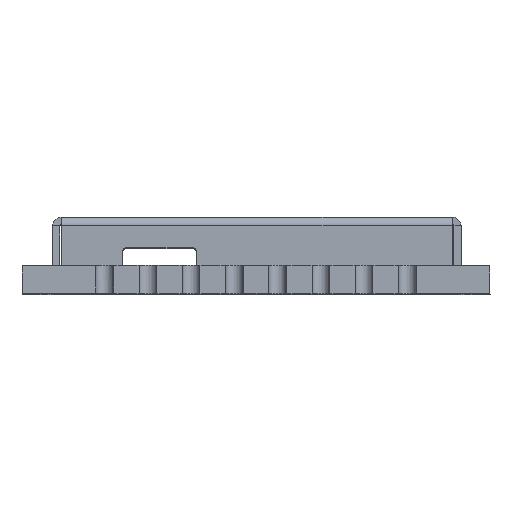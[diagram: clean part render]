
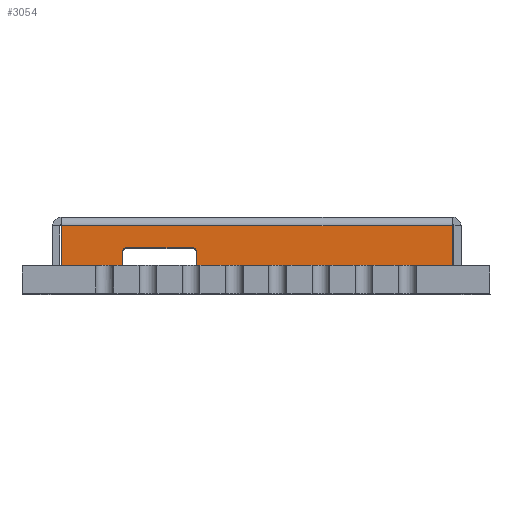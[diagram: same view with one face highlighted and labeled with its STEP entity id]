
A CAD part, top view. The second image highlights one B-rep face of the part: STEP entity #3054.
In plain terms, the highlighted planar face has unit normal (0, 0, 1).
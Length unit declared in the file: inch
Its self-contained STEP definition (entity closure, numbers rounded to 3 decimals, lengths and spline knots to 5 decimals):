
#58 = CIRCLE ( 'NONE', #12361, 0.005 ) ;
#292 = DIRECTION ( 'NONE',  ( -1., 0., 0. ) ) ;
#600 = DIRECTION ( 'NONE',  ( 1., 0., 0. ) ) ;
#1027 = CARTESIAN_POINT ( 'NONE',  ( 0.10646, 0.10219, 0.563 ) ) ;
#1196 = CARTESIAN_POINT ( 'NONE',  ( 0.26046, 0.11719, 0.563 ) ) ;
#1244 = LINE ( 'NONE', #10640, #13772 ) ;
#1638 = VERTEX_POINT ( 'NONE', #11532 ) ;
#1958 = CARTESIAN_POINT ( 'NONE',  ( 0.55146, 0.14719, 0.563 ) ) ;
#2325 = ORIENTED_EDGE ( 'NONE', *, *, #17049, .F. ) ;
#2833 = VERTEX_POINT ( 'NONE', #6480 ) ;
#3054 = ADVANCED_FACE ( 'NONE', ( #16574 ), #17780, .T. ) ;
#3151 = ORIENTED_EDGE ( 'NONE', *, *, #17818, .T. ) ;
#3197 = CARTESIAN_POINT ( 'NONE',  ( 0.17546, 0.10219, 0.563 ) ) ;
#3219 = VECTOR ( 'NONE', #16813, 39.37008 ) ;
#3445 = CARTESIAN_POINT ( 'NONE',  ( 0.10646, 0.14719, 0.563 ) ) ;
#3503 = ORIENTED_EDGE ( 'NONE', *, *, #6092, .F. ) ;
#3808 = ORIENTED_EDGE ( 'NONE', *, *, #9157, .F. ) ;
#3967 = LINE ( 'NONE', #3445, #11849 ) ;
#3976 = LINE ( 'NONE', #4040, #8174 ) ;
#4040 = CARTESIAN_POINT ( 'NONE',  ( 0.17546, 0.10219, 0.563 ) ) ;
#4241 = VERTEX_POINT ( 'NONE', #6887 ) ;
#4772 = VERTEX_POINT ( 'NONE', #14494 ) ;
#4889 = ORIENTED_EDGE ( 'NONE', *, *, #5058, .F. ) ;
#4984 = CIRCLE ( 'NONE', #18374, 0.005 ) ;
#5017 = EDGE_CURVE ( 'NONE', #2833, #1638, #17714, .T. ) ;
#5058 = EDGE_CURVE ( 'NONE', #10100, #14803, #19915, .T. ) ;
#5183 = VECTOR ( 'NONE', #12033, 39.37008 ) ;
#5234 = VECTOR ( 'NONE', #18500, 39.37008 ) ;
#5543 = VERTEX_POINT ( 'NONE', #1196 ) ;
#5954 = ORIENTED_EDGE ( 'NONE', *, *, #18202, .F. ) ;
#6092 = EDGE_CURVE ( 'NONE', #4772, #15361, #3976, .T. ) ;
#6210 = DIRECTION ( 'NONE',  ( 0., -1., 0. ) ) ;
#6480 = CARTESIAN_POINT ( 'NONE',  ( 0.55146, 0.10219, 0.563 ) ) ;
#6589 = AXIS2_PLACEMENT_3D ( 'NONE', #20260, #17185, #6210 ) ;
#6887 = CARTESIAN_POINT ( 'NONE',  ( 0.10646, 0.10219, 0.563 ) ) ;
#7130 = VERTEX_POINT ( 'NONE', #1958 ) ;
#7131 = VECTOR ( 'NONE', #292, 39.37008 ) ;
#7833 = DIRECTION ( 'NONE',  ( 0., 0., 1. ) ) ;
#8174 = VECTOR ( 'NONE', #13448, 39.37008 ) ;
#9075 = CARTESIAN_POINT ( 'NONE',  ( 0.10646, 0.14719, 0.563 ) ) ;
#9157 = EDGE_CURVE ( 'NONE', #5543, #10100, #58, .T. ) ;
#9682 = CARTESIAN_POINT ( 'NONE',  ( 0.25546, 0.12219, 0.563 ) ) ;
#9915 = LINE ( 'NONE', #13783, #5234 ) ;
#10014 = DIRECTION ( 'NONE',  ( 0., 0., 1. ) ) ;
#10100 = VERTEX_POINT ( 'NONE', #9682 ) ;
#10640 = CARTESIAN_POINT ( 'NONE',  ( 0.26046, 0.10219, 0.563 ) ) ;
#11010 = ORIENTED_EDGE ( 'NONE', *, *, #12447, .F. ) ;
#11178 = ORIENTED_EDGE ( 'NONE', *, *, #17144, .F. ) ;
#11532 = CARTESIAN_POINT ( 'NONE',  ( 0.26046, 0.10219, 0.563 ) ) ;
#11714 = DIRECTION ( 'NONE',  ( 0., 1., 0. ) ) ;
#11733 = ORIENTED_EDGE ( 'NONE', *, *, #13958, .F. ) ;
#11849 = VECTOR ( 'NONE', #14434, 39.37008 ) ;
#12033 = DIRECTION ( 'NONE',  ( -1., 0., 0. ) ) ;
#12238 = DIRECTION ( 'NONE',  ( 0., 1., 0. ) ) ;
#12361 = AXIS2_PLACEMENT_3D ( 'NONE', #19381, #10014, #600 ) ;
#12447 = EDGE_CURVE ( 'NONE', #4241, #19319, #16795, .T. ) ;
#12638 = VECTOR ( 'NONE', #11714, 39.37008 ) ;
#12994 = EDGE_LOOP ( 'NONE', ( #5954, #18776, #2325, #3151, #11010, #11733, #3503, #11178, #4889, #3808 ) ) ;
#13448 = DIRECTION ( 'NONE',  ( 0., -1., 0. ) ) ;
#13772 = VECTOR ( 'NONE', #12238, 39.37008 ) ;
#13783 = CARTESIAN_POINT ( 'NONE',  ( 0.55146, 0.10219, 0.563 ) ) ;
#13958 = EDGE_CURVE ( 'NONE', #15361, #4241, #19628, .T. ) ;
#14434 = DIRECTION ( 'NONE',  ( -1., 0., 0. ) ) ;
#14494 = CARTESIAN_POINT ( 'NONE',  ( 0.17546, 0.11719, 0.563 ) ) ;
#14803 = VERTEX_POINT ( 'NONE', #19938 ) ;
#15238 = CARTESIAN_POINT ( 'NONE',  ( 0.18046, 0.12219, 0.563 ) ) ;
#15361 = VERTEX_POINT ( 'NONE', #3197 ) ;
#16574 = FACE_OUTER_BOUND ( 'NONE', #12994, .T. ) ;
#16795 = LINE ( 'NONE', #17875, #12638 ) ;
#16813 = DIRECTION ( 'NONE',  ( -1., 0., 0. ) ) ;
#17049 = EDGE_CURVE ( 'NONE', #7130, #2833, #9915, .T. ) ;
#17144 = EDGE_CURVE ( 'NONE', #14803, #4772, #4984, .T. ) ;
#17185 = DIRECTION ( 'NONE',  ( 0., 0., 1. ) ) ;
#17198 = CARTESIAN_POINT ( 'NONE',  ( 0.18046, 0.11719, 0.563 ) ) ;
#17714 = LINE ( 'NONE', #1027, #5183 ) ;
#17780 = PLANE ( 'NONE',  #6589 ) ;
#17818 = EDGE_CURVE ( 'NONE', #7130, #19319, #3967, .T. ) ;
#17875 = CARTESIAN_POINT ( 'NONE',  ( 0.10646, 0.14919, 0.563 ) ) ;
#18202 = EDGE_CURVE ( 'NONE', #1638, #5543, #1244, .T. ) ;
#18374 = AXIS2_PLACEMENT_3D ( 'NONE', #17198, #7833, #18753 ) ;
#18500 = DIRECTION ( 'NONE',  ( 0., -1., 0. ) ) ;
#18753 = DIRECTION ( 'NONE',  ( -1., 0., 0. ) ) ;
#18776 = ORIENTED_EDGE ( 'NONE', *, *, #5017, .F. ) ;
#19077 = CARTESIAN_POINT ( 'NONE',  ( 0.10646, 0.10219, 0.563 ) ) ;
#19319 = VERTEX_POINT ( 'NONE', #9075 ) ;
#19381 = CARTESIAN_POINT ( 'NONE',  ( 0.25546, 0.11719, 0.563 ) ) ;
#19628 = LINE ( 'NONE', #19077, #7131 ) ;
#19915 = LINE ( 'NONE', #15238, #3219 ) ;
#19938 = CARTESIAN_POINT ( 'NONE',  ( 0.18046, 0.12219, 0.563 ) ) ;
#20260 = CARTESIAN_POINT ( 'NONE',  ( 0.10646, 0.14919, 0.563 ) ) ;
